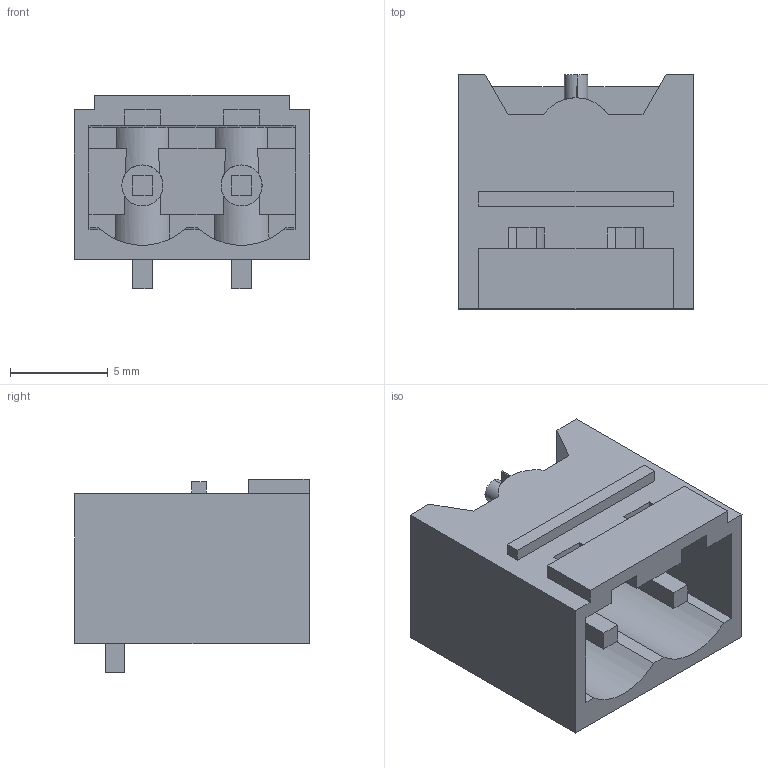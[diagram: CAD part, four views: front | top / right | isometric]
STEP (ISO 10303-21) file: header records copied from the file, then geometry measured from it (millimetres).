
FILE_DESCRIPTION(('CATIA V5 STEP Exchange','CAx-IF Rec.Pracs.--- Model Styling and Organization---1.4--- 2014-01-23'),'2;1');
FILE_NAME ('D1456768_2', '2022-05-19T11:21:37+00:00', ('none'), ('Weidmueller'), 'CATIA Version 5-6 Release 2016 SP3 HF44', 'CATIA V5 STEP AP214', 'none');
FILE_SCHEMA(('AUTOMOTIVE_DESIGN { 1 0 10303 214 1 1 1 1 }'));
Length unit declared in the file: millimetre
Products named in the file (1): 1821140000
Bounding box: 12.06 x 12 x 9.93 mm (x, y, z)
Volume: 523.5 mm3; surface area: 1173 mm2
Topology: 3 solids, 3 shells, 135 faces, 410 edges, 279 vertices
Faces by surface type: plane 117, cylinder 18
Entity records: 4638 total; most frequent: CARTESIAN_POINT 980, ORIENTED_EDGE 820, DIRECTION 581, EDGE_CURVE 410, VECTOR 332, LINE 332, VERTEX_POINT 279, AXIS2_PLACEMENT_3D 142
